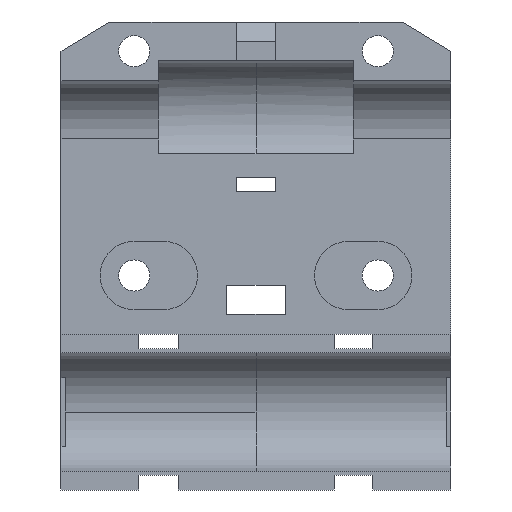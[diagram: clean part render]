
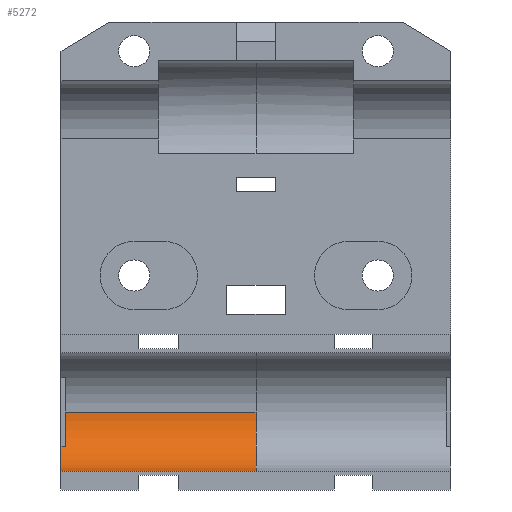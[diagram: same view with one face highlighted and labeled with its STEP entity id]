
A CAD part, front view. The second image highlights one B-rep face of the part: STEP entity #5272.
In plain terms, the highlighted cylindrical face has radius 6.1 mm (diameter 12.2 mm), a partial arc.
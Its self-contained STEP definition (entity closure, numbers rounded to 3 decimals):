
#768 = PLANE('',#769);
#769 = AXIS2_PLACEMENT_3D('',#770,#771,#772);
#770 = CARTESIAN_POINT('',(-20.,9.,37.));
#771 = DIRECTION('',(-1.,-0.,-0.));
#772 = DIRECTION('',(0.,0.,-1.));
#1545 = CYLINDRICAL_SURFACE('',#1546,6.1);
#1546 = AXIS2_PLACEMENT_3D('',#1547,#1548,#1549);
#1547 = CARTESIAN_POINT('',(0.,0.,0.));
#1548 = DIRECTION('',(-1.,-0.,-0.));
#1549 = DIRECTION('',(0.,1.,0.));
#1627 = PLANE('',#1628);
#1628 = AXIS2_PLACEMENT_3D('',#1629,#1630,#1631);
#1629 = CARTESIAN_POINT('',(20.,0.,-6.1));
#1630 = DIRECTION('',(0.,1.,0.));
#1631 = DIRECTION('',(0.,0.,1.));
#2802 = VERTEX_POINT('',#2803);
#2803 = CARTESIAN_POINT('',(-20.,0.,-6.1));
#2824 = EDGE_CURVE('',#2802,#2825,#2827,.T.);
#2825 = VERTEX_POINT('',#2826);
#2826 = CARTESIAN_POINT('',(-20.,5.,-3.494));
#2827 = SURFACE_CURVE('',#2828,(#2833,#2844),.PCURVE_S1.);
#2828 = CIRCLE('',#2829,6.1);
#2829 = AXIS2_PLACEMENT_3D('',#2830,#2831,#2832);
#2830 = CARTESIAN_POINT('',(-20.,0.,0.));
#2831 = DIRECTION('',(1.,0.,0.));
#2832 = DIRECTION('',(0.,1.,0.));
#2833 = PCURVE('',#768,#2834);
#2834 = DEFINITIONAL_REPRESENTATION('',(#2835),#2843);
#2835 = ( BOUNDED_CURVE() B_SPLINE_CURVE(2,(#2836,#2837,#2838,#2839,
#2840,#2841,#2842),.UNSPECIFIED.,.F.,.F.) B_SPLINE_CURVE_WITH_KNOTS((1,2
    ,2,2,2,1),(-2.094,0.,2.094,4.189,
6.283,8.378),.UNSPECIFIED.) CURVE() 
GEOMETRIC_REPRESENTATION_ITEM() RATIONAL_B_SPLINE_CURVE((1.,0.5,1.,0.5,
1.,0.5,1.)) REPRESENTATION_ITEM('') );
#2836 = CARTESIAN_POINT('',(37.,2.9));
#2837 = CARTESIAN_POINT('',(26.434,2.9));
#2838 = CARTESIAN_POINT('',(31.717,12.05));
#2839 = CARTESIAN_POINT('',(37.,21.2));
#2840 = CARTESIAN_POINT('',(42.283,12.05));
#2841 = CARTESIAN_POINT('',(47.566,2.9));
#2842 = CARTESIAN_POINT('',(37.,2.9));
#2843 = ( GEOMETRIC_REPRESENTATION_CONTEXT(2) 
PARAMETRIC_REPRESENTATION_CONTEXT() REPRESENTATION_CONTEXT('2D SPACE',''
  ) );
#2844 = PCURVE('',#2845,#2850);
#2845 = CYLINDRICAL_SURFACE('',#2846,6.1);
#2846 = AXIS2_PLACEMENT_3D('',#2847,#2848,#2849);
#2847 = CARTESIAN_POINT('',(0.,0.,0.));
#2848 = DIRECTION('',(1.,0.,0.));
#2849 = DIRECTION('',(0.,1.,0.));
#2850 = DEFINITIONAL_REPRESENTATION('',(#2851),#2855);
#2851 = LINE('',#2852,#2853);
#2852 = CARTESIAN_POINT('',(0.,-20.));
#2853 = VECTOR('',#2854,1.);
#2854 = DIRECTION('',(1.,0.));
#2855 = ( GEOMETRIC_REPRESENTATION_CONTEXT(2) 
PARAMETRIC_REPRESENTATION_CONTEXT() REPRESENTATION_CONTEXT('2D SPACE',''
  ) );
#2873 = PLANE('',#2874);
#2874 = AXIS2_PLACEMENT_3D('',#2875,#2876,#2877);
#2875 = CARTESIAN_POINT('',(-20.,5.,8.));
#2876 = DIRECTION('',(0.,1.,0.));
#2877 = DIRECTION('',(0.,0.,-1.));
#2906 = CYLINDRICAL_SURFACE('',#2907,6.1);
#2907 = AXIS2_PLACEMENT_3D('',#2908,#2909,#2910);
#2908 = CARTESIAN_POINT('',(0.,0.,0.));
#2909 = DIRECTION('',(1.,0.,0.));
#2910 = DIRECTION('',(0.,1.,0.));
#4712 = VERTEX_POINT('',#4713);
#4713 = CARTESIAN_POINT('',(0.,6.1,0.));
#4736 = EDGE_CURVE('',#4737,#4712,#4739,.T.);
#4737 = VERTEX_POINT('',#4738);
#4738 = CARTESIAN_POINT('',(0.,5.,-3.494));
#4739 = SURFACE_CURVE('',#4740,(#4745,#4751),.PCURVE_S1.);
#4740 = CIRCLE('',#4741,6.1);
#4741 = AXIS2_PLACEMENT_3D('',#4742,#4743,#4744);
#4742 = CARTESIAN_POINT('',(0.,0.,0.));
#4743 = DIRECTION('',(1.,0.,0.));
#4744 = DIRECTION('',(0.,1.,0.));
#4745 = PCURVE('',#1545,#4746);
#4746 = DEFINITIONAL_REPRESENTATION('',(#4747),#4750);
#4747 = B_SPLINE_CURVE_WITH_KNOTS('',1,(#4748,#4749),.UNSPECIFIED.,.F.,
  .F.,(2,2),(5.673,6.283),.PIECEWISE_BEZIER_KNOTS.);
#4748 = CARTESIAN_POINT('',(-5.673,0.));
#4749 = CARTESIAN_POINT('',(-6.283,0.));
#4750 = ( GEOMETRIC_REPRESENTATION_CONTEXT(2) 
PARAMETRIC_REPRESENTATION_CONTEXT() REPRESENTATION_CONTEXT('2D SPACE',''
  ) );
#4751 = PCURVE('',#2845,#4752);
#4752 = DEFINITIONAL_REPRESENTATION('',(#4753),#4757);
#4753 = LINE('',#4754,#4755);
#4754 = CARTESIAN_POINT('',(0.,0.));
#4755 = VECTOR('',#4756,1.);
#4756 = DIRECTION('',(1.,0.));
#4757 = ( GEOMETRIC_REPRESENTATION_CONTEXT(2) 
PARAMETRIC_REPRESENTATION_CONTEXT() REPRESENTATION_CONTEXT('2D SPACE',''
  ) );
#4759 = EDGE_CURVE('',#4760,#4737,#4762,.T.);
#4760 = VERTEX_POINT('',#4761);
#4761 = CARTESIAN_POINT('',(0.,0.,-6.1));
#4762 = SURFACE_CURVE('',#4763,(#4768,#4774),.PCURVE_S1.);
#4763 = CIRCLE('',#4764,6.1);
#4764 = AXIS2_PLACEMENT_3D('',#4765,#4766,#4767);
#4765 = CARTESIAN_POINT('',(0.,0.,0.));
#4766 = DIRECTION('',(1.,0.,0.));
#4767 = DIRECTION('',(0.,1.,0.));
#4768 = PCURVE('',#1545,#4769);
#4769 = DEFINITIONAL_REPRESENTATION('',(#4770),#4773);
#4770 = B_SPLINE_CURVE_WITH_KNOTS('',1,(#4771,#4772),.UNSPECIFIED.,.F.,
  .F.,(2,2),(4.712,5.673),.PIECEWISE_BEZIER_KNOTS.);
#4771 = CARTESIAN_POINT('',(-4.712,0.));
#4772 = CARTESIAN_POINT('',(-5.673,0.));
#4773 = ( GEOMETRIC_REPRESENTATION_CONTEXT(2) 
PARAMETRIC_REPRESENTATION_CONTEXT() REPRESENTATION_CONTEXT('2D SPACE',''
  ) );
#4774 = PCURVE('',#2845,#4775);
#4775 = DEFINITIONAL_REPRESENTATION('',(#4776),#4780);
#4776 = LINE('',#4777,#4778);
#4777 = CARTESIAN_POINT('',(0.,0.));
#4778 = VECTOR('',#4779,1.);
#4779 = DIRECTION('',(1.,0.));
#4780 = ( GEOMETRIC_REPRESENTATION_CONTEXT(2) 
PARAMETRIC_REPRESENTATION_CONTEXT() REPRESENTATION_CONTEXT('2D SPACE',''
  ) );
#4950 = EDGE_CURVE('',#2802,#4760,#4951,.T.);
#4951 = SURFACE_CURVE('',#4952,(#4956,#4963),.PCURVE_S1.);
#4952 = LINE('',#4953,#4954);
#4953 = CARTESIAN_POINT('',(0.,0.,-6.1));
#4954 = VECTOR('',#4955,1.);
#4955 = DIRECTION('',(1.,0.,0.));
#4956 = PCURVE('',#1627,#4957);
#4957 = DEFINITIONAL_REPRESENTATION('',(#4958),#4962);
#4958 = LINE('',#4959,#4960);
#4959 = CARTESIAN_POINT('',(0.,-20.));
#4960 = VECTOR('',#4961,1.);
#4961 = DIRECTION('',(0.,1.));
#4962 = ( GEOMETRIC_REPRESENTATION_CONTEXT(2) 
PARAMETRIC_REPRESENTATION_CONTEXT() REPRESENTATION_CONTEXT('2D SPACE',''
  ) );
#4963 = PCURVE('',#2845,#4964);
#4964 = DEFINITIONAL_REPRESENTATION('',(#4965),#4968);
#4965 = B_SPLINE_CURVE_WITH_KNOTS('',1,(#4966,#4967),.UNSPECIFIED.,.F.,
  .F.,(2,2),(-20.,0.),.PIECEWISE_BEZIER_KNOTS.);
#4966 = CARTESIAN_POINT('',(4.712,-20.));
#4967 = CARTESIAN_POINT('',(4.712,0.));
#4968 = ( GEOMETRIC_REPRESENTATION_CONTEXT(2) 
PARAMETRIC_REPRESENTATION_CONTEXT() REPRESENTATION_CONTEXT('2D SPACE',''
  ) );
#5272 = ADVANCED_FACE('',(#5273),#2845,.F.);
#5273 = FACE_BOUND('',#5274,.F.);
#5274 = EDGE_LOOP('',(#5275,#5276,#5297,#5330,#5351,#5352,#5353));
#5275 = ORIENTED_EDGE('',*,*,#2824,.T.);
#5276 = ORIENTED_EDGE('',*,*,#5277,.T.);
#5277 = EDGE_CURVE('',#2825,#5278,#5280,.T.);
#5278 = VERTEX_POINT('',#5279);
#5279 = CARTESIAN_POINT('',(-19.5,5.,-3.494));
#5280 = SURFACE_CURVE('',#5281,(#5285,#5291),.PCURVE_S1.);
#5281 = LINE('',#5282,#5283);
#5282 = CARTESIAN_POINT('',(0.,5.,-3.494));
#5283 = VECTOR('',#5284,1.);
#5284 = DIRECTION('',(1.,0.,0.));
#5285 = PCURVE('',#2845,#5286);
#5286 = DEFINITIONAL_REPRESENTATION('',(#5287),#5290);
#5287 = B_SPLINE_CURVE_WITH_KNOTS('',1,(#5288,#5289),.UNSPECIFIED.,.F.,
  .F.,(2,2),(-20.,-19.45),.PIECEWISE_BEZIER_KNOTS.);
#5288 = CARTESIAN_POINT('',(5.673,-20.));
#5289 = CARTESIAN_POINT('',(5.673,-19.45));
#5290 = ( GEOMETRIC_REPRESENTATION_CONTEXT(2) 
PARAMETRIC_REPRESENTATION_CONTEXT() REPRESENTATION_CONTEXT('2D SPACE',''
  ) );
#5291 = PCURVE('',#2873,#5292);
#5292 = DEFINITIONAL_REPRESENTATION('',(#5293),#5296);
#5293 = B_SPLINE_CURVE_WITH_KNOTS('',1,(#5294,#5295),.UNSPECIFIED.,.F.,
  .F.,(2,2),(-20.,-19.45),.PIECEWISE_BEZIER_KNOTS.);
#5294 = CARTESIAN_POINT('',(11.494,0.));
#5295 = CARTESIAN_POINT('',(11.494,-0.55));
#5296 = ( GEOMETRIC_REPRESENTATION_CONTEXT(2) 
PARAMETRIC_REPRESENTATION_CONTEXT() REPRESENTATION_CONTEXT('2D SPACE',''
  ) );
#5297 = ORIENTED_EDGE('',*,*,#5298,.T.);
#5298 = EDGE_CURVE('',#5278,#5299,#5301,.T.);
#5299 = VERTEX_POINT('',#5300);
#5300 = CARTESIAN_POINT('',(-19.5,6.1,0.));
#5301 = SURFACE_CURVE('',#5302,(#5307,#5314),.PCURVE_S1.);
#5302 = CIRCLE('',#5303,6.1);
#5303 = AXIS2_PLACEMENT_3D('',#5304,#5305,#5306);
#5304 = CARTESIAN_POINT('',(-19.5,0.,0.));
#5305 = DIRECTION('',(1.,0.,0.));
#5306 = DIRECTION('',(0.,1.,0.));
#5307 = PCURVE('',#2845,#5308);
#5308 = DEFINITIONAL_REPRESENTATION('',(#5309),#5313);
#5309 = LINE('',#5310,#5311);
#5310 = CARTESIAN_POINT('',(0.,-19.5));
#5311 = VECTOR('',#5312,1.);
#5312 = DIRECTION('',(1.,0.));
#5313 = ( GEOMETRIC_REPRESENTATION_CONTEXT(2) 
PARAMETRIC_REPRESENTATION_CONTEXT() REPRESENTATION_CONTEXT('2D SPACE',''
  ) );
#5314 = PCURVE('',#5315,#5320);
#5315 = PLANE('',#5316);
#5316 = AXIS2_PLACEMENT_3D('',#5317,#5318,#5319);
#5317 = CARTESIAN_POINT('',(-19.5,9.,8.));
#5318 = DIRECTION('',(-1.,0.,0.));
#5319 = DIRECTION('',(0.,0.,-1.));
#5320 = DEFINITIONAL_REPRESENTATION('',(#5321),#5329);
#5321 = ( BOUNDED_CURVE() B_SPLINE_CURVE(2,(#5322,#5323,#5324,#5325,
#5326,#5327,#5328),.UNSPECIFIED.,.F.,.F.) B_SPLINE_CURVE_WITH_KNOTS((1,2
    ,2,2,2,1),(-2.094,0.,2.094,4.189,
6.283,8.378),.UNSPECIFIED.) CURVE() 
GEOMETRIC_REPRESENTATION_ITEM() RATIONAL_B_SPLINE_CURVE((1.,0.5,1.,0.5,
1.,0.5,1.)) REPRESENTATION_ITEM('') );
#5322 = CARTESIAN_POINT('',(8.,2.9));
#5323 = CARTESIAN_POINT('',(-2.566,2.9));
#5324 = CARTESIAN_POINT('',(2.717,12.05));
#5325 = CARTESIAN_POINT('',(8.,21.2));
#5326 = CARTESIAN_POINT('',(13.283,12.05));
#5327 = CARTESIAN_POINT('',(18.566,2.9));
#5328 = CARTESIAN_POINT('',(8.,2.9));
#5329 = ( GEOMETRIC_REPRESENTATION_CONTEXT(2) 
PARAMETRIC_REPRESENTATION_CONTEXT() REPRESENTATION_CONTEXT('2D SPACE',''
  ) );
#5330 = ORIENTED_EDGE('',*,*,#5331,.F.);
#5331 = EDGE_CURVE('',#4712,#5299,#5332,.T.);
#5332 = SURFACE_CURVE('',#5333,(#5337,#5344),.PCURVE_S1.);
#5333 = LINE('',#5334,#5335);
#5334 = CARTESIAN_POINT('',(0.,6.1,0.));
#5335 = VECTOR('',#5336,1.);
#5336 = DIRECTION('',(-1.,-0.,-0.));
#5337 = PCURVE('',#2845,#5338);
#5338 = DEFINITIONAL_REPRESENTATION('',(#5339),#5343);
#5339 = LINE('',#5340,#5341);
#5340 = CARTESIAN_POINT('',(6.283,0.));
#5341 = VECTOR('',#5342,1.);
#5342 = DIRECTION('',(0.,-1.));
#5343 = ( GEOMETRIC_REPRESENTATION_CONTEXT(2) 
PARAMETRIC_REPRESENTATION_CONTEXT() REPRESENTATION_CONTEXT('2D SPACE',''
  ) );
#5344 = PCURVE('',#2906,#5345);
#5345 = DEFINITIONAL_REPRESENTATION('',(#5346),#5350);
#5346 = LINE('',#5347,#5348);
#5347 = CARTESIAN_POINT('',(0.,0.));
#5348 = VECTOR('',#5349,1.);
#5349 = DIRECTION('',(0.,-1.));
#5350 = ( GEOMETRIC_REPRESENTATION_CONTEXT(2) 
PARAMETRIC_REPRESENTATION_CONTEXT() REPRESENTATION_CONTEXT('2D SPACE',''
  ) );
#5351 = ORIENTED_EDGE('',*,*,#4736,.F.);
#5352 = ORIENTED_EDGE('',*,*,#4759,.F.);
#5353 = ORIENTED_EDGE('',*,*,#4950,.F.);
